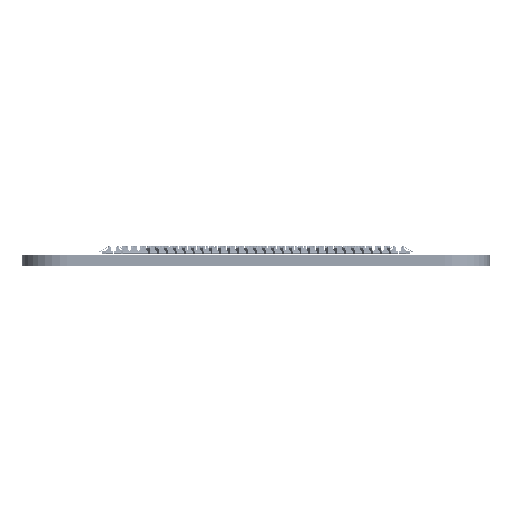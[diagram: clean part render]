
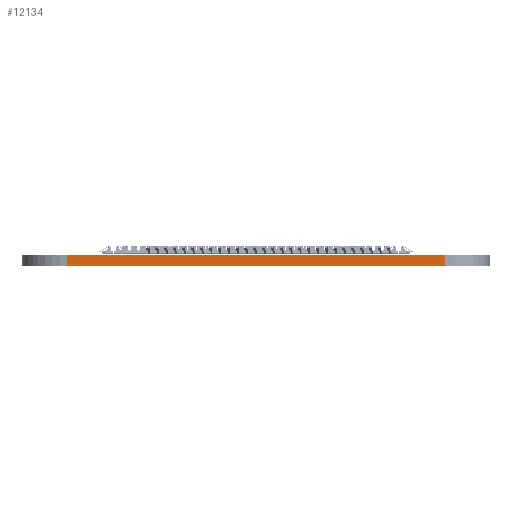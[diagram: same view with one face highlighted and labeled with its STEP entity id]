
A CAD part, front view. The second image highlights one B-rep face of the part: STEP entity #12134.
In plain terms, the highlighted planar face has unit normal (0, -1, 0).
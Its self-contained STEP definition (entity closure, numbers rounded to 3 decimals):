
#12016 = EDGE_CURVE('',#12017,#12019,#12021,.T.);
#12017 = VERTEX_POINT('',#12018);
#12018 = CARTESIAN_POINT('',(27.,-33.5,0.));
#12019 = VERTEX_POINT('',#12020);
#12020 = CARTESIAN_POINT('',(27.,-33.5,1.6));
#12021 = SURFACE_CURVE('',#12022,(#12026,#12038),.PCURVE_S1.);
#12022 = LINE('',#12023,#12024);
#12023 = CARTESIAN_POINT('',(27.,-33.5,0.));
#12024 = VECTOR('',#12025,1.);
#12025 = DIRECTION('',(0.,0.,1.));
#12026 = PCURVE('',#12027,#12032);
#12027 = CYLINDRICAL_SURFACE('',#12028,6.5);
#12028 = AXIS2_PLACEMENT_3D('',#12029,#12030,#12031);
#12029 = CARTESIAN_POINT('',(27.,-27.,0.));
#12030 = DIRECTION('',(-0.,-0.,-1.));
#12031 = DIRECTION('',(1.,0.,-0.));
#12032 = DEFINITIONAL_REPRESENTATION('',(#12033),#12037);
#12033 = LINE('',#12034,#12035);
#12034 = CARTESIAN_POINT('',(-4.712,0.));
#12035 = VECTOR('',#12036,1.);
#12036 = DIRECTION('',(-0.,-1.));
#12037 = ( GEOMETRIC_REPRESENTATION_CONTEXT(2) 
PARAMETRIC_REPRESENTATION_CONTEXT() REPRESENTATION_CONTEXT('2D SPACE',''
  ) );
#12038 = PCURVE('',#12039,#12044);
#12039 = PLANE('',#12040);
#12040 = AXIS2_PLACEMENT_3D('',#12041,#12042,#12043);
#12041 = CARTESIAN_POINT('',(27.,-33.5,0.));
#12042 = DIRECTION('',(0.,-1.,0.));
#12043 = DIRECTION('',(-1.,0.,0.));
#12044 = DEFINITIONAL_REPRESENTATION('',(#12045),#12049);
#12045 = LINE('',#12046,#12047);
#12046 = CARTESIAN_POINT('',(0.,-0.));
#12047 = VECTOR('',#12048,1.);
#12048 = DIRECTION('',(0.,-1.));
#12049 = ( GEOMETRIC_REPRESENTATION_CONTEXT(2) 
PARAMETRIC_REPRESENTATION_CONTEXT() REPRESENTATION_CONTEXT('2D SPACE',''
  ) );
#12068 = PLANE('',#12069);
#12069 = AXIS2_PLACEMENT_3D('',#12070,#12071,#12072);
#12070 = CARTESIAN_POINT('',(0.,0.,1.6)
  );
#12071 = DIRECTION('',(0.,0.,1.));
#12072 = DIRECTION('',(1.,0.,-0.));
#12123 = PLANE('',#12124);
#12124 = AXIS2_PLACEMENT_3D('',#12125,#12126,#12127);
#12125 = CARTESIAN_POINT('',(0.,0.,0.)
  );
#12126 = DIRECTION('',(0.,0.,1.));
#12127 = DIRECTION('',(1.,0.,-0.));
#12134 = ADVANCED_FACE('',(#12135),#12039,.T.);
#12135 = FACE_BOUND('',#12136,.T.);
#12136 = EDGE_LOOP('',(#12137,#12138,#12161,#12189));
#12137 = ORIENTED_EDGE('',*,*,#12016,.T.);
#12138 = ORIENTED_EDGE('',*,*,#12139,.T.);
#12139 = EDGE_CURVE('',#12019,#12140,#12142,.T.);
#12140 = VERTEX_POINT('',#12141);
#12141 = CARTESIAN_POINT('',(-27.,-33.5,1.6));
#12142 = SURFACE_CURVE('',#12143,(#12147,#12154),.PCURVE_S1.);
#12143 = LINE('',#12144,#12145);
#12144 = CARTESIAN_POINT('',(27.,-33.5,1.6));
#12145 = VECTOR('',#12146,1.);
#12146 = DIRECTION('',(-1.,0.,0.));
#12147 = PCURVE('',#12039,#12148);
#12148 = DEFINITIONAL_REPRESENTATION('',(#12149),#12153);
#12149 = LINE('',#12150,#12151);
#12150 = CARTESIAN_POINT('',(0.,-1.6));
#12151 = VECTOR('',#12152,1.);
#12152 = DIRECTION('',(1.,0.));
#12153 = ( GEOMETRIC_REPRESENTATION_CONTEXT(2) 
PARAMETRIC_REPRESENTATION_CONTEXT() REPRESENTATION_CONTEXT('2D SPACE',''
  ) );
#12154 = PCURVE('',#12068,#12155);
#12155 = DEFINITIONAL_REPRESENTATION('',(#12156),#12160);
#12156 = LINE('',#12157,#12158);
#12157 = CARTESIAN_POINT('',(27.,-33.5));
#12158 = VECTOR('',#12159,1.);
#12159 = DIRECTION('',(-1.,0.));
#12160 = ( GEOMETRIC_REPRESENTATION_CONTEXT(2) 
PARAMETRIC_REPRESENTATION_CONTEXT() REPRESENTATION_CONTEXT('2D SPACE',''
  ) );
#12161 = ORIENTED_EDGE('',*,*,#12162,.F.);
#12162 = EDGE_CURVE('',#12163,#12140,#12165,.T.);
#12163 = VERTEX_POINT('',#12164);
#12164 = CARTESIAN_POINT('',(-27.,-33.5,0.));
#12165 = SURFACE_CURVE('',#12166,(#12170,#12177),.PCURVE_S1.);
#12166 = LINE('',#12167,#12168);
#12167 = CARTESIAN_POINT('',(-27.,-33.5,0.));
#12168 = VECTOR('',#12169,1.);
#12169 = DIRECTION('',(0.,0.,1.));
#12170 = PCURVE('',#12039,#12171);
#12171 = DEFINITIONAL_REPRESENTATION('',(#12172),#12176);
#12172 = LINE('',#12173,#12174);
#12173 = CARTESIAN_POINT('',(54.,0.));
#12174 = VECTOR('',#12175,1.);
#12175 = DIRECTION('',(0.,-1.));
#12176 = ( GEOMETRIC_REPRESENTATION_CONTEXT(2) 
PARAMETRIC_REPRESENTATION_CONTEXT() REPRESENTATION_CONTEXT('2D SPACE',''
  ) );
#12177 = PCURVE('',#12178,#12183);
#12178 = CYLINDRICAL_SURFACE('',#12179,6.5);
#12179 = AXIS2_PLACEMENT_3D('',#12180,#12181,#12182);
#12180 = CARTESIAN_POINT('',(-27.,-27.,0.));
#12181 = DIRECTION('',(-0.,-0.,-1.));
#12182 = DIRECTION('',(1.,0.,-0.));
#12183 = DEFINITIONAL_REPRESENTATION('',(#12184),#12188);
#12184 = LINE('',#12185,#12186);
#12185 = CARTESIAN_POINT('',(-4.712,0.));
#12186 = VECTOR('',#12187,1.);
#12187 = DIRECTION('',(-0.,-1.));
#12188 = ( GEOMETRIC_REPRESENTATION_CONTEXT(2) 
PARAMETRIC_REPRESENTATION_CONTEXT() REPRESENTATION_CONTEXT('2D SPACE',''
  ) );
#12189 = ORIENTED_EDGE('',*,*,#12190,.F.);
#12190 = EDGE_CURVE('',#12017,#12163,#12191,.T.);
#12191 = SURFACE_CURVE('',#12192,(#12196,#12203),.PCURVE_S1.);
#12192 = LINE('',#12193,#12194);
#12193 = CARTESIAN_POINT('',(27.,-33.5,0.));
#12194 = VECTOR('',#12195,1.);
#12195 = DIRECTION('',(-1.,0.,0.));
#12196 = PCURVE('',#12039,#12197);
#12197 = DEFINITIONAL_REPRESENTATION('',(#12198),#12202);
#12198 = LINE('',#12199,#12200);
#12199 = CARTESIAN_POINT('',(0.,-0.));
#12200 = VECTOR('',#12201,1.);
#12201 = DIRECTION('',(1.,0.));
#12202 = ( GEOMETRIC_REPRESENTATION_CONTEXT(2) 
PARAMETRIC_REPRESENTATION_CONTEXT() REPRESENTATION_CONTEXT('2D SPACE',''
  ) );
#12203 = PCURVE('',#12123,#12204);
#12204 = DEFINITIONAL_REPRESENTATION('',(#12205),#12209);
#12205 = LINE('',#12206,#12207);
#12206 = CARTESIAN_POINT('',(27.,-33.5));
#12207 = VECTOR('',#12208,1.);
#12208 = DIRECTION('',(-1.,0.));
#12209 = ( GEOMETRIC_REPRESENTATION_CONTEXT(2) 
PARAMETRIC_REPRESENTATION_CONTEXT() REPRESENTATION_CONTEXT('2D SPACE',''
  ) );
